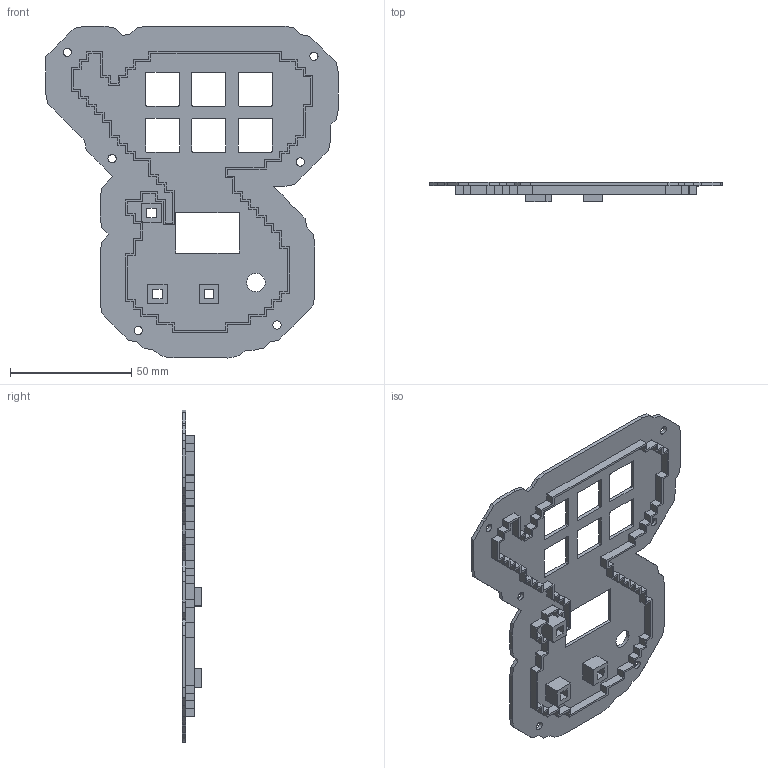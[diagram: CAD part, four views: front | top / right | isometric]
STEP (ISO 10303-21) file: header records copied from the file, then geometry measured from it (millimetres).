
FILE_DESCRIPTION(/* description */ ('STEP AP242','CAx-IF Rec.Pracs.---Representation and Presentation of Product Manufacturing Information (PMI)---4.0---2014-10-13','CAx-IF Rec.Pracs.---3D Tessellated Geometry---0.4---2014-09-14','2;1'),/* implementation_level */ '2;1');
FILE_NAME(/* name */ '683e0fefaf76ce175b274eb6',/* time_stamp */ '2025-06-02T20:56:17Z',/* author */ (''),/* organization */ (''),/* preprocessor_version */ 'ST-DEVELOPER v20',/* originating_system */ 'ONSHAPE BY PTC INC, 1.198',/* authorisation */ ' ');
FILE_SCHEMA (('AP242_MANAGED_MODEL_BASED_3D_ENGINEERING_MIM_LF { 1 0 10303 442 1 1 4 }'));
Length unit declared in the file: metre
Products named in the file (6): Part 3; Part 6; Part 1; Part 4; Part 2; Part 5
Bounding box: 120.47 x 8 x 136.67 mm (x, y, z)
Volume: 18690.2 mm3; surface area: 31818.7 mm2
Topology: 6 solids, 6 shells, 994 faces, 2946 edges, 1964 vertices
Faces by surface type: plane 959, cylinder 35
Full cylindrical faces by diameter (mm): 3.4 x6, 7.6 x1
Entity records: 32796 total; most frequent: CARTESIAN_POINT 5903, ORIENTED_EDGE 5878, DIRECTION 5009, EDGE_CURVE 2939, LINE 2869, VECTOR 2869, VERTEX_POINT 1964, AXIS2_PLACEMENT_3D 1070
